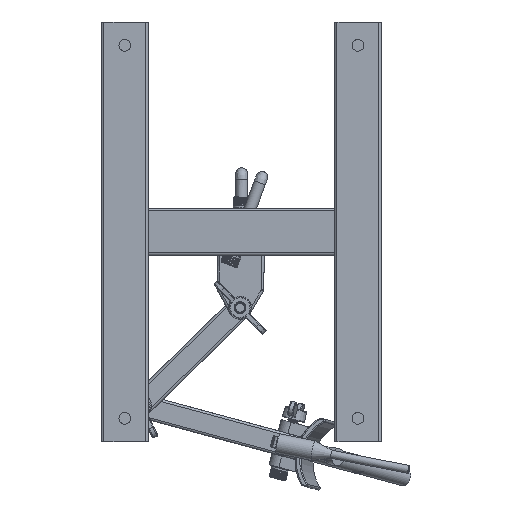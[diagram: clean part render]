
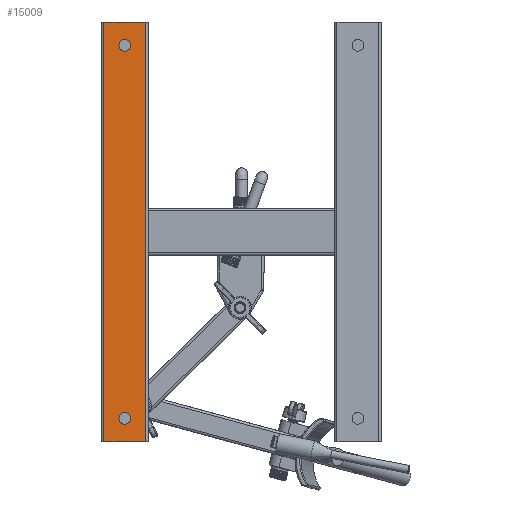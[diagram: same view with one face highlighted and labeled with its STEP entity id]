
A CAD part, front view. The second image highlights one B-rep face of the part: STEP entity #15009.
In plain terms, the highlighted face is planar.
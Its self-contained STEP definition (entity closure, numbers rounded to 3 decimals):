
#1003=FACE_BOUND('',#3146,.T.);
#1004=FACE_BOUND('',#3147,.T.);
#1351=PLANE('',#16741);
#2215=FACE_OUTER_BOUND('',#3145,.T.);
#3145=EDGE_LOOP('',(#13584,#13585,#13586,#13587));
#3146=EDGE_LOOP('',(#13588));
#3147=EDGE_LOOP('',(#13589));
#4038=LINE('',#43564,#4930);
#4043=LINE('',#43576,#4935);
#4056=LINE('',#43621,#4948);
#4069=LINE('',#43655,#4961);
#4930=VECTOR('',#20640,10.);
#4935=VECTOR('',#20651,10.);
#4948=VECTOR('',#20694,10.);
#4961=VECTOR('',#20733,10.);
#5615=CIRCLE('',#16704,6.35);
#5617=CIRCLE('',#16707,6.35);
#6979=VERTEX_POINT('',#43548);
#6981=VERTEX_POINT('',#43554);
#6984=VERTEX_POINT('',#43561);
#6985=VERTEX_POINT('',#43563);
#6989=VERTEX_POINT('',#43575);
#7006=VERTEX_POINT('',#43619);
#9164=EDGE_CURVE('',#6979,#6979,#5615,.T.);
#9167=EDGE_CURVE('',#6981,#6981,#5617,.T.);
#9171=EDGE_CURVE('',#6984,#6985,#4038,.T.);
#9177=EDGE_CURVE('',#6985,#6989,#4043,.T.);
#9200=EDGE_CURVE('',#6989,#7006,#4056,.T.);
#9217=EDGE_CURVE('',#7006,#6984,#4069,.T.);
#13584=ORIENTED_EDGE('',*,*,#9171,.F.);
#13585=ORIENTED_EDGE('',*,*,#9217,.F.);
#13586=ORIENTED_EDGE('',*,*,#9200,.F.);
#13587=ORIENTED_EDGE('',*,*,#9177,.F.);
#13588=ORIENTED_EDGE('',*,*,#9164,.T.);
#13589=ORIENTED_EDGE('',*,*,#9167,.T.);
#15009=ADVANCED_FACE('',(#2215,#1003,#1004),#1351,.T.);
#16704=AXIS2_PLACEMENT_3D('',#43549,#20624,#20625);
#16707=AXIS2_PLACEMENT_3D('',#43555,#20631,#20632);
#16741=AXIS2_PLACEMENT_3D('',#43654,#20731,#20732);
#20624=DIRECTION('center_axis',(0.,0.,-1.));
#20625=DIRECTION('ref_axis',(1.,0.,0.));
#20631=DIRECTION('center_axis',(0.,0.,-1.));
#20632=DIRECTION('ref_axis',(1.,0.,0.));
#20640=DIRECTION('',(-1.,0.,0.));
#20651=DIRECTION('',(0.,1.,0.));
#20694=DIRECTION('',(1.,0.,0.));
#20731=DIRECTION('center_axis',(0.,0.,1.));
#20732=DIRECTION('ref_axis',(0.,-1.,0.));
#20733=DIRECTION('',(0.,-1.,0.));
#43548=CARTESIAN_POINT('',(19.05,25.4,50.8));
#43549=CARTESIAN_POINT('Origin',(25.4,25.4,50.8));
#43554=CARTESIAN_POINT('',(425.45,25.4,50.8));
#43555=CARTESIAN_POINT('Origin',(431.8,25.4,50.8));
#43561=CARTESIAN_POINT('',(457.2,2.54,50.8));
#43563=CARTESIAN_POINT('',(0.,2.54,50.8));
#43564=CARTESIAN_POINT('',(0.,2.54,50.8));
#43575=CARTESIAN_POINT('',(0.,48.26,50.8));
#43576=CARTESIAN_POINT('',(0.,0.,50.8));
#43619=CARTESIAN_POINT('',(457.2,48.26,50.8));
#43621=CARTESIAN_POINT('',(0.,48.26,50.8));
#43654=CARTESIAN_POINT('Origin',(0.,50.8,50.8));
#43655=CARTESIAN_POINT('',(457.2,0.,50.8));
